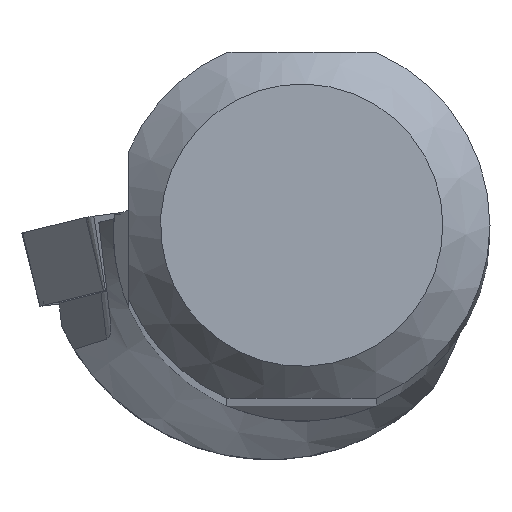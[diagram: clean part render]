
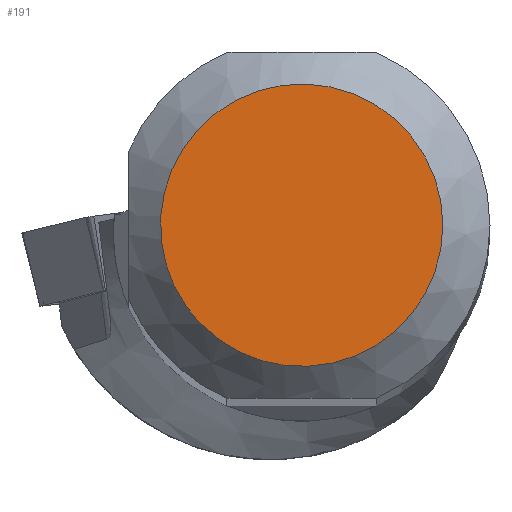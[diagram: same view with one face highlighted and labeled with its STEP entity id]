
A CAD part, top view. The second image highlights one B-rep face of the part: STEP entity #191.
In plain terms, the highlighted planar face has unit normal (0, 0, 1).
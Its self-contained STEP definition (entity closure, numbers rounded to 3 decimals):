
#148=FACE_OUTER_BOUND('',#394,.T.);
#191=ADVANCED_FACE('',(#148),#224,.T.);
#224=PLANE('',#1027);
#394=EDGE_LOOP('',(#564));
#564=ORIENTED_EDGE('',*,*,#824,.T.);
#724=VERTEX_POINT('',#1668);
#824=EDGE_CURVE('',#724,#724,#871,.T.);
#871=CIRCLE('',#1026,4.493);
#1026=AXIS2_PLACEMENT_3D('',#1667,#1234,#1235);
#1027=AXIS2_PLACEMENT_3D('',#1669,#1236,#1237);
#1234=DIRECTION('',(0.,0.,1.));
#1235=DIRECTION('',(1.,0.,0.));
#1236=DIRECTION('',(0.,0.,1.));
#1237=DIRECTION('',(1.,0.,0.));
#1667=CARTESIAN_POINT('',(0.,0.,0.));
#1668=CARTESIAN_POINT('',(4.493,0.,0.));
#1669=CARTESIAN_POINT('',(0.,0.,
0.));
